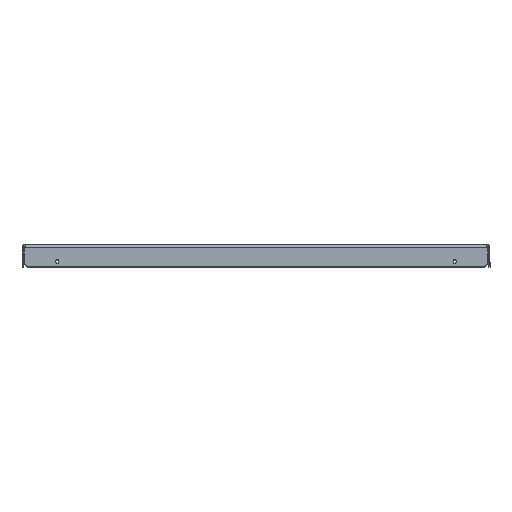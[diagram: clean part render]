
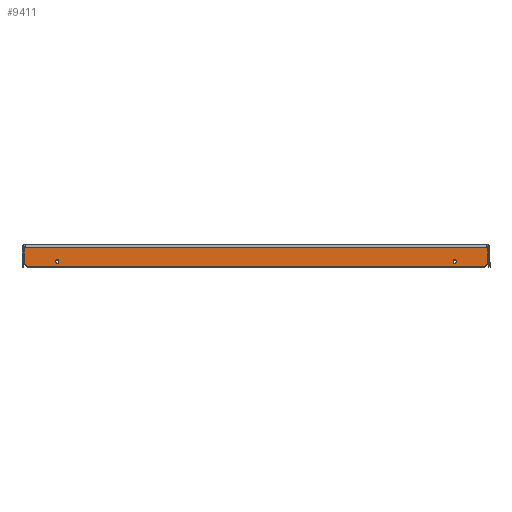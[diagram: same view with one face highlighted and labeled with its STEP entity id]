
A CAD part, top view. The second image highlights one B-rep face of the part: STEP entity #9411.
In plain terms, the highlighted planar face has unit normal (0, 0, 1).
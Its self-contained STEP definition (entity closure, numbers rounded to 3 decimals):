
#514 = DIRECTION ( 'NONE',  ( -1., 0., 0. ) ) ;
#530 = DIRECTION ( 'NONE',  ( 0., 1., 0. ) ) ;
#571 = FACE_BOUND ( 'NONE', #2298, .T. ) ;
#583 = VERTEX_POINT ( 'NONE', #982 ) ;
#616 = DIRECTION ( 'NONE',  ( 0., -1., 0. ) ) ;
#722 = CARTESIAN_POINT ( 'NONE',  ( 195., -15., 214.5 ) ) ;
#904 = CARTESIAN_POINT ( 'NONE',  ( -222.293, -20., 214.5 ) ) ;
#982 = CARTESIAN_POINT ( 'NONE',  ( -227.293, -1.5, 214.5 ) ) ;
#1101 = EDGE_CURVE ( 'NONE', #7206, #2367, #1946, .T. ) ;
#1196 = VECTOR ( 'NONE', #10060, 1000. ) ;
#1348 = AXIS2_PLACEMENT_3D ( 'NONE', #3976, #9498, #4773 ) ;
#1387 = CARTESIAN_POINT ( 'NONE',  ( 227.293, 0., 214.5 ) ) ;
#1525 = DIRECTION ( 'NONE',  ( 1., 0., 0. ) ) ;
#1602 = CIRCLE ( 'NONE', #3080, 5. ) ;
#1666 = ORIENTED_EDGE ( 'NONE', *, *, #3044, .F. ) ;
#1682 = EDGE_CURVE ( 'NONE', #2046, #3558, #3532, .T. ) ;
#1930 = VECTOR ( 'NONE', #9308, 1000. ) ;
#1946 = LINE ( 'NONE', #7294, #10102 ) ;
#2014 = ORIENTED_EDGE ( 'NONE', *, *, #4100, .T. ) ;
#2046 = VERTEX_POINT ( 'NONE', #7047 ) ;
#2298 = EDGE_LOOP ( 'NONE', ( #1666, #5028 ) ) ;
#2367 = VERTEX_POINT ( 'NONE', #2755 ) ;
#2697 = FACE_OUTER_BOUND ( 'NONE', #7049, .T. ) ;
#2755 = CARTESIAN_POINT ( 'NONE',  ( 222.293, -20., 214.5 ) ) ;
#2868 = ORIENTED_EDGE ( 'NONE', *, *, #4779, .T. ) ;
#3044 = EDGE_CURVE ( 'NONE', #4903, #5566, #4230, .T. ) ;
#3045 = VERTEX_POINT ( 'NONE', #3835 ) ;
#3061 = EDGE_CURVE ( 'NONE', #3045, #5327, #10280, .T. ) ;
#3080 = AXIS2_PLACEMENT_3D ( 'NONE', #8700, #3978, #9500 ) ;
#3532 = LINE ( 'NONE', #1387, #1196 ) ;
#3558 = VERTEX_POINT ( 'NONE', #5234 ) ;
#3835 = CARTESIAN_POINT ( 'NONE',  ( 193.25, -15., 214.5 ) ) ;
#3867 = AXIS2_PLACEMENT_3D ( 'NONE', #4635, #10164, #5430 ) ;
#3895 = CIRCLE ( 'NONE', #1348, 1.75 ) ;
#3966 = ORIENTED_EDGE ( 'NONE', *, *, #7464, .T. ) ;
#3976 = CARTESIAN_POINT ( 'NONE',  ( 195., -15., 214.5 ) ) ;
#3978 = DIRECTION ( 'NONE',  ( 0., 0., 1. ) ) ;
#4100 = EDGE_CURVE ( 'NONE', #4988, #7206, #1602, .T. ) ;
#4144 = CIRCLE ( 'NONE', #4897, 5. ) ;
#4222 = DIRECTION ( 'NONE',  ( 0., 0., 1. ) ) ;
#4230 = CIRCLE ( 'NONE', #3867, 1.75 ) ;
#4330 = ORIENTED_EDGE ( 'NONE', *, *, #4518, .F. ) ;
#4429 = EDGE_CURVE ( 'NONE', #5566, #4903, #8702, .T. ) ;
#4518 = EDGE_CURVE ( 'NONE', #583, #2046, #8214, .T. ) ;
#4635 = CARTESIAN_POINT ( 'NONE',  ( -195., -15., 214.5 ) ) ;
#4773 = DIRECTION ( 'NONE',  ( 1., 0., 0. ) ) ;
#4779 = EDGE_CURVE ( 'NONE', #2367, #3558, #4144, .T. ) ;
#4897 = AXIS2_PLACEMENT_3D ( 'NONE', #8952, #4222, #9749 ) ;
#4903 = VERTEX_POINT ( 'NONE', #5158 ) ;
#4956 = AXIS2_PLACEMENT_3D ( 'NONE', #722, #6259, #1525 ) ;
#4988 = VERTEX_POINT ( 'NONE', #9345 ) ;
#5028 = ORIENTED_EDGE ( 'NONE', *, *, #4429, .F. ) ;
#5084 = LINE ( 'NONE', #5357, #9017 ) ;
#5158 = CARTESIAN_POINT ( 'NONE',  ( -193.25, -15., 214.5 ) ) ;
#5234 = CARTESIAN_POINT ( 'NONE',  ( 227.293, -15., 214.5 ) ) ;
#5256 = DIRECTION ( 'NONE',  ( 0., 0., 1. ) ) ;
#5279 = DIRECTION ( 'NONE',  ( 0., 0., -1. ) ) ;
#5327 = VERTEX_POINT ( 'NONE', #7526 ) ;
#5357 = CARTESIAN_POINT ( 'NONE',  ( -227.293, 0., 214.5 ) ) ;
#5430 = DIRECTION ( 'NONE',  ( -1., 0., 0. ) ) ;
#5566 = VERTEX_POINT ( 'NONE', #9630 ) ;
#6259 = DIRECTION ( 'NONE',  ( 0., 0., 1. ) ) ;
#6609 = DIRECTION ( 'NONE',  ( 1., 0., 0. ) ) ;
#6720 = AXIS2_PLACEMENT_3D ( 'NONE', #6846, #5279, #530 ) ;
#6846 = CARTESIAN_POINT ( 'NONE',  ( 0., 0., 214.5 ) ) ;
#6882 = AXIS2_PLACEMENT_3D ( 'NONE', #9990, #5256, #514 ) ;
#6952 = CARTESIAN_POINT ( 'NONE',  ( 229., -1.5, 214.5 ) ) ;
#7047 = CARTESIAN_POINT ( 'NONE',  ( 227.293, -1.5, 214.5 ) ) ;
#7049 = EDGE_LOOP ( 'NONE', ( #9040, #4330, #3966, #2014, #9546, #2868 ) ) ;
#7206 = VERTEX_POINT ( 'NONE', #904 ) ;
#7294 = CARTESIAN_POINT ( 'NONE',  ( 0., -20., 214.5 ) ) ;
#7464 = EDGE_CURVE ( 'NONE', #583, #4988, #5084, .T. ) ;
#7526 = CARTESIAN_POINT ( 'NONE',  ( 196.75, -15., 214.5 ) ) ;
#7622 = PLANE ( 'NONE',  #6720 ) ;
#7861 = ORIENTED_EDGE ( 'NONE', *, *, #3061, .F. ) ;
#8214 = LINE ( 'NONE', #6952, #1930 ) ;
#8393 = EDGE_LOOP ( 'NONE', ( #9177, #7861 ) ) ;
#8700 = CARTESIAN_POINT ( 'NONE',  ( -222.293, -15., 214.5 ) ) ;
#8702 = CIRCLE ( 'NONE', #6882, 1.75 ) ;
#8952 = CARTESIAN_POINT ( 'NONE',  ( 222.293, -15., 214.5 ) ) ;
#8994 = FACE_BOUND ( 'NONE', #8393, .T. ) ;
#9017 = VECTOR ( 'NONE', #616, 1000. ) ;
#9040 = ORIENTED_EDGE ( 'NONE', *, *, #1682, .F. ) ;
#9177 = ORIENTED_EDGE ( 'NONE', *, *, #10221, .F. ) ;
#9308 = DIRECTION ( 'NONE',  ( 1., 0., 0. ) ) ;
#9345 = CARTESIAN_POINT ( 'NONE',  ( -227.293, -15., 214.5 ) ) ;
#9411 = ADVANCED_FACE ( 'NONE', ( #2697, #571, #8994 ), #7622, .F. ) ;
#9498 = DIRECTION ( 'NONE',  ( 0., 0., 1. ) ) ;
#9500 = DIRECTION ( 'NONE',  ( 0., 1., 0. ) ) ;
#9546 = ORIENTED_EDGE ( 'NONE', *, *, #1101, .T. ) ;
#9630 = CARTESIAN_POINT ( 'NONE',  ( -196.75, -15., 214.5 ) ) ;
#9749 = DIRECTION ( 'NONE',  ( 0., 1., 0. ) ) ;
#9990 = CARTESIAN_POINT ( 'NONE',  ( -195., -15., 214.5 ) ) ;
#10060 = DIRECTION ( 'NONE',  ( 0., -1., 0. ) ) ;
#10102 = VECTOR ( 'NONE', #6609, 1000. ) ;
#10164 = DIRECTION ( 'NONE',  ( 0., 0., 1. ) ) ;
#10221 = EDGE_CURVE ( 'NONE', #5327, #3045, #3895, .T. ) ;
#10280 = CIRCLE ( 'NONE', #4956, 1.75 ) ;
